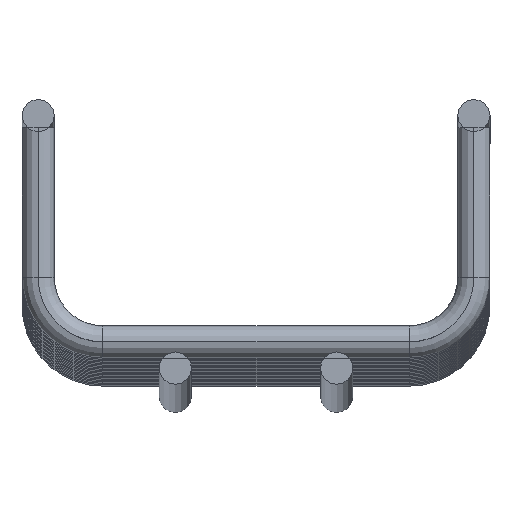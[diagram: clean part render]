
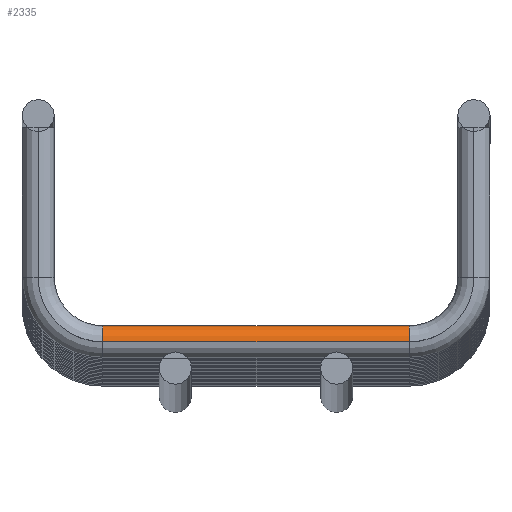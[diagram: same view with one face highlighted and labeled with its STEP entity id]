
A CAD part, top view. The second image highlights one B-rep face of the part: STEP entity #2335.
In plain terms, the highlighted cylindrical face has radius 2 mm (diameter 4 mm), a partial arc.
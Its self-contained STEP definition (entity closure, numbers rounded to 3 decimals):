
#65 = DIRECTION ( 'NONE',  ( 0., 0., -1. ) ) ;
#123 = CIRCLE ( 'NONE', #7986, 2. ) ;
#462 = VECTOR ( 'NONE', #601, 1000. ) ;
#473 = CYLINDRICAL_SURFACE ( 'NONE', #4058, 2. ) ;
#475 = LINE ( 'NONE', #8140, #462 ) ;
#601 = DIRECTION ( 'NONE',  ( -1., 0., 0. ) ) ;
#1043 = VERTEX_POINT ( 'NONE', #1753 ) ;
#1116 = CARTESIAN_POINT ( 'NONE',  ( 19., 2., -2. ) ) ;
#1239 = EDGE_CURVE ( 'NONE', #5847, #1043, #7138, .T. ) ;
#1637 = EDGE_CURVE ( 'NONE', #9161, #1822, #123, .T. ) ;
#1753 = CARTESIAN_POINT ( 'NONE',  ( -19., 2., 0. ) ) ;
#1822 = VERTEX_POINT ( 'NONE', #4145 ) ;
#2247 = ORIENTED_EDGE ( 'NONE', *, *, #6060, .F. ) ;
#2335 = ADVANCED_FACE ( 'NONE', ( #7156 ), #473, .T. ) ;
#4058 = AXIS2_PLACEMENT_3D ( 'NONE', #8874, #10725, #10785 ) ;
#4145 = CARTESIAN_POINT ( 'NONE',  ( 19., 2., 0. ) ) ;
#4539 = LINE ( 'NONE', #7214, #5646 ) ;
#4810 = DIRECTION ( 'NONE',  ( 1., 0., 0. ) ) ;
#5646 = VECTOR ( 'NONE', #8025, 1000. ) ;
#5847 = VERTEX_POINT ( 'NONE', #8390 ) ;
#6060 = EDGE_CURVE ( 'NONE', #1822, #1043, #4539, .T. ) ;
#7138 = CIRCLE ( 'NONE', #10071, 2. ) ;
#7156 = FACE_OUTER_BOUND ( 'NONE', #7395, .T. ) ;
#7214 = CARTESIAN_POINT ( 'NONE',  ( -19., 2., 0. ) ) ;
#7395 = EDGE_LOOP ( 'NONE', ( #9370, #12064, #2247, #10424 ) ) ;
#7625 = CARTESIAN_POINT ( 'NONE',  ( -19., 2., -2. ) ) ;
#7986 = AXIS2_PLACEMENT_3D ( 'NONE', #1116, #4810, #10239 ) ;
#8025 = DIRECTION ( 'NONE',  ( -1., 0., 0. ) ) ;
#8140 = CARTESIAN_POINT ( 'NONE',  ( -19., 4., -2. ) ) ;
#8390 = CARTESIAN_POINT ( 'NONE',  ( -19., 4., -2. ) ) ;
#8874 = CARTESIAN_POINT ( 'NONE',  ( -29., 2., -2. ) ) ;
#9161 = VERTEX_POINT ( 'NONE', #9327 ) ;
#9327 = CARTESIAN_POINT ( 'NONE',  ( 19., 4., -2. ) ) ;
#9370 = ORIENTED_EDGE ( 'NONE', *, *, #11037, .T. ) ;
#10071 = AXIS2_PLACEMENT_3D ( 'NONE', #7625, #11253, #65 ) ;
#10239 = DIRECTION ( 'NONE',  ( 0., 0., -1. ) ) ;
#10424 = ORIENTED_EDGE ( 'NONE', *, *, #1637, .F. ) ;
#10725 = DIRECTION ( 'NONE',  ( -1., 0., 0. ) ) ;
#10785 = DIRECTION ( 'NONE',  ( 0., -1., 0. ) ) ;
#11037 = EDGE_CURVE ( 'NONE', #9161, #5847, #475, .T. ) ;
#11253 = DIRECTION ( 'NONE',  ( 1., 0., 0. ) ) ;
#12064 = ORIENTED_EDGE ( 'NONE', *, *, #1239, .T. ) ;
